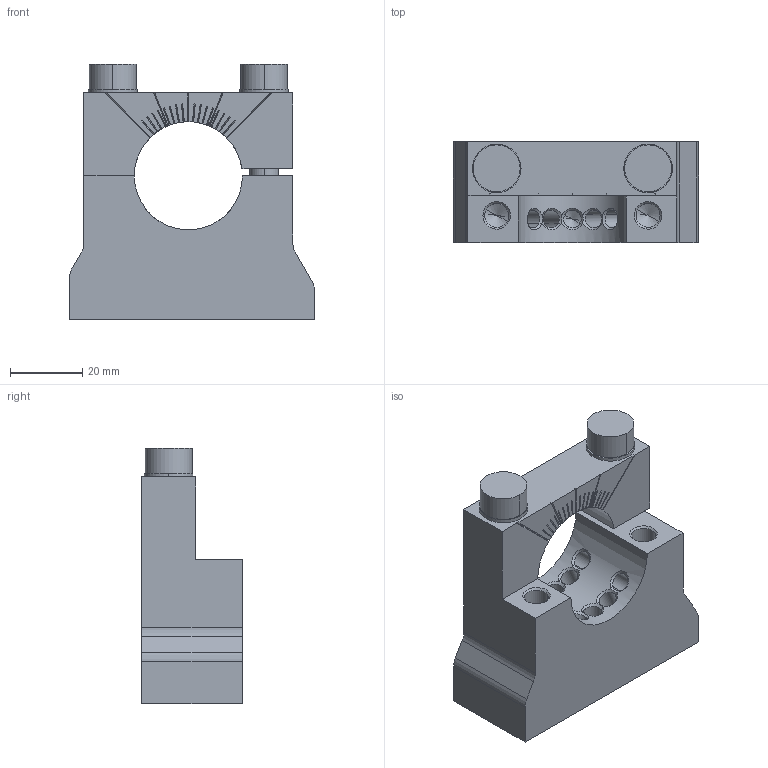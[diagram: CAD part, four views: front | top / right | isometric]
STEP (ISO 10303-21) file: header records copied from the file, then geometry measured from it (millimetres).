
FILE_DESCRIPTION(('CATIA V5 STEP Exchange'),'2;1');
FILE_NAME('AEGT217.stp','2017-07-06T00:29:30+00:00',('none'),('none'),'CATIA Version 5 Release 21 GA (IN-10)','CATIA V5 STEP AP203','none');
FILE_SCHEMA(('CONFIG_CONTROL_DESIGN'));
Length unit declared in the file: millimetre
Products named in the file (1): AEGT217
Bounding box: 68 x 28 x 71 mm (x, y, z)
Volume: 69152.3 mm3; surface area: 22060.1 mm2
Topology: 1 solids, 4 shells, 206 faces, 548 edges, 327 vertices
Faces by surface type: plane 87, cylinder 59, cone 40, bspline 20
Entity records: 7084 total; most frequent: CARTESIAN_POINT 2674, ORIENTED_EDGE 1024, DIRECTION 654, EDGE_CURVE 512, VERTEX_POINT 327, VECTOR 263, LINE 263, AXIS2_PLACEMENT_3D 258
